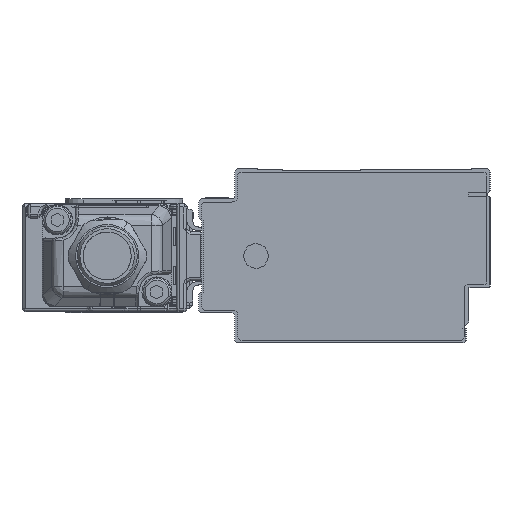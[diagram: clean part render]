
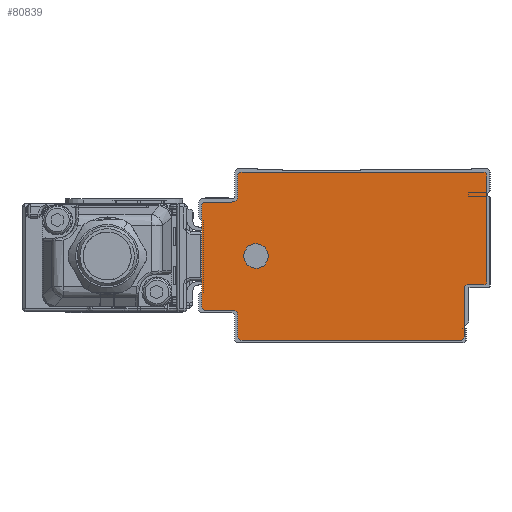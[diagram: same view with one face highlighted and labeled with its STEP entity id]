
A CAD part, left-side view. The second image highlights one B-rep face of the part: STEP entity #80839.
In plain terms, the highlighted planar face has unit normal (-1, 0, 0).
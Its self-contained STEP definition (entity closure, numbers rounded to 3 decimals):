
#78645=AXIS2_PLACEMENT_3D('Circle Axis2P3D',#78643,#78644,$) ;
#78683=AXIS2_PLACEMENT_3D('Circle Axis2P3D',#78681,#78682,$) ;
#78721=AXIS2_PLACEMENT_3D('Circle Axis2P3D',#78719,#78720,$) ;
#78759=AXIS2_PLACEMENT_3D('Circle Axis2P3D',#78757,#78758,$) ;
#80709=AXIS2_PLACEMENT_3D('Circle Axis2P3D',#80707,#80708,$) ;
#80729=AXIS2_PLACEMENT_3D('Plane Axis2P3D',#80726,#80727,#80728) ;
#80733=AXIS2_PLACEMENT_3D('Circle Axis2P3D',#80731,#80732,$) ;
#80747=AXIS2_PLACEMENT_3D('Circle Axis2P3D',#80745,#80746,$) ;
#80761=AXIS2_PLACEMENT_3D('Circle Axis2P3D',#80759,#80760,$) ;
#80775=AXIS2_PLACEMENT_3D('Circle Axis2P3D',#80773,#80774,$) ;
#80789=AXIS2_PLACEMENT_3D('Circle Axis2P3D',#80787,#80788,$) ;
#80823=AXIS2_PLACEMENT_3D('Circle Axis2P3D',#80821,#80822,$) ;
#80832=AXIS2_PLACEMENT_3D('Circle Axis2P3D',#80830,#80831,$) ;
#78601=CARTESIAN_POINT('Line Origine',(-2375.5,-3.5,19.1)) ;
#78605=CARTESIAN_POINT('Vertex',(-2375.5,-3.5,28.)) ;
#78607=CARTESIAN_POINT('Vertex',(-2375.5,-3.5,10.2)) ;
#78643=CARTESIAN_POINT('Axis2P3D Location',(-2375.5,-3.,28.)) ;
#78647=CARTESIAN_POINT('Vertex',(-2375.5,-3.,28.5)) ;
#78662=CARTESIAN_POINT('Line Origine',(-2375.5,17.25,28.5)) ;
#78666=CARTESIAN_POINT('Vertex',(-2375.5,37.5,28.5)) ;
#78681=CARTESIAN_POINT('Axis2P3D Location',(-2375.5,37.5,28.)) ;
#78685=CARTESIAN_POINT('Vertex',(-2375.5,38.,28.)) ;
#78700=CARTESIAN_POINT('Line Origine',(-2375.5,38.,26.25)) ;
#78704=CARTESIAN_POINT('Vertex',(-2375.5,38.,24.5)) ;
#78719=CARTESIAN_POINT('Axis2P3D Location',(-2375.5,39.,24.5)) ;
#78723=CARTESIAN_POINT('Vertex',(-2375.5,39.,23.5)) ;
#78738=CARTESIAN_POINT('Line Origine',(-2375.5,41.25,23.5)) ;
#78742=CARTESIAN_POINT('Vertex',(-2375.5,43.5,23.5)) ;
#78757=CARTESIAN_POINT('Axis2P3D Location',(-2375.5,43.5,23.)) ;
#78761=CARTESIAN_POINT('Vertex',(-2375.5,44.,23.)) ;
#78776=CARTESIAN_POINT('Line Origine',(-2375.5,44.,14.5)) ;
#78780=CARTESIAN_POINT('Vertex',(-2375.5,44.,6.)) ;
#80707=CARTESIAN_POINT('Axis2P3D Location',(-2375.5,-3.,10.2)) ;
#80711=CARTESIAN_POINT('Vertex',(-2375.5,-3.,9.7)) ;
#80726=CARTESIAN_POINT('Axis2P3D Location',(-2375.5,0.,0.)) ;
#80731=CARTESIAN_POINT('Axis2P3D Location',(-2375.5,43.5,6.)) ;
#80735=CARTESIAN_POINT('Vertex',(-2375.5,43.5,5.5)) ;
#80738=CARTESIAN_POINT('Line Origine',(-2375.5,41.25,5.5)) ;
#80742=CARTESIAN_POINT('Vertex',(-2375.5,39.,5.5)) ;
#80745=CARTESIAN_POINT('Axis2P3D Location',(-2375.5,39.,4.5)) ;
#80749=CARTESIAN_POINT('Vertex',(-2375.5,38.,4.5)) ;
#80752=CARTESIAN_POINT('Line Origine',(-2375.5,38.,2.75)) ;
#80756=CARTESIAN_POINT('Vertex',(-2375.5,38.,1.)) ;
#80759=CARTESIAN_POINT('Axis2P3D Location',(-2375.5,37.5,1.)) ;
#80763=CARTESIAN_POINT('Vertex',(-2375.5,37.5,0.5)) ;
#80766=CARTESIAN_POINT('Line Origine',(-2375.5,19.15,0.5)) ;
#80770=CARTESIAN_POINT('Vertex',(-2375.5,0.8,0.5)) ;
#80773=CARTESIAN_POINT('Axis2P3D Location',(-2375.5,0.8,1.)) ;
#80777=CARTESIAN_POINT('Vertex',(-2375.5,0.3,1.)) ;
#80780=CARTESIAN_POINT('Line Origine',(-2375.5,0.3,5.1)) ;
#80784=CARTESIAN_POINT('Vertex',(-2375.5,0.3,9.2)) ;
#80787=CARTESIAN_POINT('Axis2P3D Location',(-2375.5,-0.2,9.2)) ;
#80791=CARTESIAN_POINT('Vertex',(-2375.5,-0.2,9.7)) ;
#80794=CARTESIAN_POINT('Line Origine',(-2375.5,-1.6,9.7)) ;
#80821=CARTESIAN_POINT('Axis2P3D Location',(-2375.5,35.,14.5)) ;
#80825=CARTESIAN_POINT('Vertex',(-2375.5,33.186,13.509)) ;
#80827=CARTESIAN_POINT('Vertex',(-2375.5,36.814,15.491)) ;
#80830=CARTESIAN_POINT('Axis2P3D Location',(-2375.5,35.,14.5)) ;
#78602=DIRECTION('Vector Direction',(0.,0.,-1.)) ;
#78644=DIRECTION('Axis2P3D Direction',(1.,0.,0.)) ;
#78663=DIRECTION('Vector Direction',(0.,1.,0.)) ;
#78682=DIRECTION('Axis2P3D Direction',(1.,0.,0.)) ;
#78701=DIRECTION('Vector Direction',(0.,0.,1.)) ;
#78720=DIRECTION('Axis2P3D Direction',(1.,0.,0.)) ;
#78739=DIRECTION('Vector Direction',(0.,1.,0.)) ;
#78758=DIRECTION('Axis2P3D Direction',(1.,0.,0.)) ;
#78777=DIRECTION('Vector Direction',(0.,0.,1.)) ;
#80708=DIRECTION('Axis2P3D Direction',(1.,0.,0.)) ;
#80727=DIRECTION('Axis2P3D Direction',(1.,0.,0.)) ;
#80728=DIRECTION('Axis2P3D XDirection',(0.,1.,0.)) ;
#80732=DIRECTION('Axis2P3D Direction',(1.,0.,0.)) ;
#80739=DIRECTION('Vector Direction',(0.,-1.,0.)) ;
#80746=DIRECTION('Axis2P3D Direction',(1.,0.,0.)) ;
#80753=DIRECTION('Vector Direction',(0.,0.,1.)) ;
#80760=DIRECTION('Axis2P3D Direction',(1.,0.,0.)) ;
#80767=DIRECTION('Vector Direction',(0.,-1.,0.)) ;
#80774=DIRECTION('Axis2P3D Direction',(1.,0.,0.)) ;
#80781=DIRECTION('Vector Direction',(0.,0.,-1.)) ;
#80788=DIRECTION('Axis2P3D Direction',(1.,0.,0.)) ;
#80795=DIRECTION('Vector Direction',(0.,1.,0.)) ;
#80822=DIRECTION('Axis2P3D Direction',(1.,0.,0.)) ;
#80831=DIRECTION('Axis2P3D Direction',(1.,0.,0.)) ;
#78603=VECTOR('Line Direction',#78602,1.) ;
#78664=VECTOR('Line Direction',#78663,1.) ;
#78702=VECTOR('Line Direction',#78701,1.) ;
#78740=VECTOR('Line Direction',#78739,1.) ;
#78778=VECTOR('Line Direction',#78777,1.) ;
#80740=VECTOR('Line Direction',#80739,1.) ;
#80754=VECTOR('Line Direction',#80753,1.) ;
#80768=VECTOR('Line Direction',#80767,1.) ;
#80782=VECTOR('Line Direction',#80781,1.) ;
#80796=VECTOR('Line Direction',#80795,1.) ;
#80800=ORIENTED_EDGE('',*,*,#78668,.F.) ;
#80801=ORIENTED_EDGE('',*,*,#78687,.F.) ;
#80802=ORIENTED_EDGE('',*,*,#78706,.F.) ;
#80803=ORIENTED_EDGE('',*,*,#78725,.F.) ;
#80804=ORIENTED_EDGE('',*,*,#78744,.F.) ;
#80805=ORIENTED_EDGE('',*,*,#78763,.F.) ;
#80806=ORIENTED_EDGE('',*,*,#78782,.F.) ;
#80807=ORIENTED_EDGE('',*,*,#80737,.F.) ;
#80808=ORIENTED_EDGE('',*,*,#80744,.F.) ;
#80809=ORIENTED_EDGE('',*,*,#80751,.F.) ;
#80810=ORIENTED_EDGE('',*,*,#80758,.F.) ;
#80811=ORIENTED_EDGE('',*,*,#80765,.F.) ;
#80812=ORIENTED_EDGE('',*,*,#80772,.F.) ;
#80813=ORIENTED_EDGE('',*,*,#80779,.F.) ;
#80814=ORIENTED_EDGE('',*,*,#80786,.F.) ;
#80815=ORIENTED_EDGE('',*,*,#80793,.F.) ;
#80816=ORIENTED_EDGE('',*,*,#80798,.F.) ;
#80817=ORIENTED_EDGE('',*,*,#80713,.F.) ;
#80818=ORIENTED_EDGE('',*,*,#78609,.F.) ;
#80819=ORIENTED_EDGE('',*,*,#78649,.F.) ;
#80836=ORIENTED_EDGE('',*,*,#80829,.T.) ;
#80837=ORIENTED_EDGE('',*,*,#80834,.T.) ;
#80838=FACE_BOUND('',#80835,.T.) ;
#80839=ADVANCED_FACE('\X2\FF8EFF9EFF83FF9EFF68FF70\X0\.2',(#80820,#80838),#80730,.F.) ;
#78646=CIRCLE('generated circle',#78645,0.5) ;
#78684=CIRCLE('generated circle',#78683,0.5) ;
#78722=CIRCLE('generated circle',#78721,1.) ;
#78760=CIRCLE('generated circle',#78759,0.5) ;
#80710=CIRCLE('generated circle',#80709,0.5) ;
#80734=CIRCLE('generated circle',#80733,0.5) ;
#80748=CIRCLE('generated circle',#80747,1.) ;
#80762=CIRCLE('generated circle',#80761,0.5) ;
#80776=CIRCLE('generated circle',#80775,0.5) ;
#80790=CIRCLE('generated circle',#80789,0.5) ;
#80824=CIRCLE('generated circle',#80823,2.067) ;
#80833=CIRCLE('generated circle',#80832,2.067) ;
#78609=EDGE_CURVE('',#78606,#78608,#78604,.T.) ;
#78649=EDGE_CURVE('',#78648,#78606,#78646,.T.) ;
#78668=EDGE_CURVE('',#78667,#78648,#78665,.F.) ;
#78687=EDGE_CURVE('',#78686,#78667,#78684,.T.) ;
#78706=EDGE_CURVE('',#78705,#78686,#78703,.T.) ;
#78725=EDGE_CURVE('',#78724,#78705,#78722,.F.) ;
#78744=EDGE_CURVE('',#78743,#78724,#78741,.F.) ;
#78763=EDGE_CURVE('',#78762,#78743,#78760,.T.) ;
#78782=EDGE_CURVE('',#78781,#78762,#78779,.T.) ;
#80713=EDGE_CURVE('',#78608,#80712,#80710,.T.) ;
#80737=EDGE_CURVE('',#80736,#78781,#80734,.T.) ;
#80744=EDGE_CURVE('',#80743,#80736,#80741,.F.) ;
#80751=EDGE_CURVE('',#80750,#80743,#80748,.F.) ;
#80758=EDGE_CURVE('',#80757,#80750,#80755,.T.) ;
#80765=EDGE_CURVE('',#80764,#80757,#80762,.T.) ;
#80772=EDGE_CURVE('',#80771,#80764,#80769,.F.) ;
#80779=EDGE_CURVE('',#80778,#80771,#80776,.T.) ;
#80786=EDGE_CURVE('',#80785,#80778,#80783,.T.) ;
#80793=EDGE_CURVE('',#80792,#80785,#80790,.F.) ;
#80798=EDGE_CURVE('',#80712,#80792,#80797,.T.) ;
#80829=EDGE_CURVE('',#80826,#80828,#80824,.T.) ;
#80834=EDGE_CURVE('',#80828,#80826,#80833,.T.) ;
#80799=EDGE_LOOP('',(#80800,#80801,#80802,#80803,#80804,#80805,#80806,#80807,#80808,#80809,#80810,#80811,#80812,#80813,#80814,#80815,#80816,#80817,#80818,#80819)) ;
#80835=EDGE_LOOP('',(#80836,#80837)) ;
#80820=FACE_OUTER_BOUND('',#80799,.T.) ;
#78604=LINE('Line',#78601,#78603) ;
#78665=LINE('Line',#78662,#78664) ;
#78703=LINE('Line',#78700,#78702) ;
#78741=LINE('Line',#78738,#78740) ;
#78779=LINE('Line',#78776,#78778) ;
#80741=LINE('Line',#80738,#80740) ;
#80755=LINE('Line',#80752,#80754) ;
#80769=LINE('Line',#80766,#80768) ;
#80783=LINE('Line',#80780,#80782) ;
#80797=LINE('Line',#80794,#80796) ;
#80730=PLANE('Plane',#80729) ;
#78606=VERTEX_POINT('',#78605) ;
#78608=VERTEX_POINT('',#78607) ;
#78648=VERTEX_POINT('',#78647) ;
#78667=VERTEX_POINT('',#78666) ;
#78686=VERTEX_POINT('',#78685) ;
#78705=VERTEX_POINT('',#78704) ;
#78724=VERTEX_POINT('',#78723) ;
#78743=VERTEX_POINT('',#78742) ;
#78762=VERTEX_POINT('',#78761) ;
#78781=VERTEX_POINT('',#78780) ;
#80712=VERTEX_POINT('',#80711) ;
#80736=VERTEX_POINT('',#80735) ;
#80743=VERTEX_POINT('',#80742) ;
#80750=VERTEX_POINT('',#80749) ;
#80757=VERTEX_POINT('',#80756) ;
#80764=VERTEX_POINT('',#80763) ;
#80771=VERTEX_POINT('',#80770) ;
#80778=VERTEX_POINT('',#80777) ;
#80785=VERTEX_POINT('',#80784) ;
#80792=VERTEX_POINT('',#80791) ;
#80826=VERTEX_POINT('',#80825) ;
#80828=VERTEX_POINT('',#80827) ;
